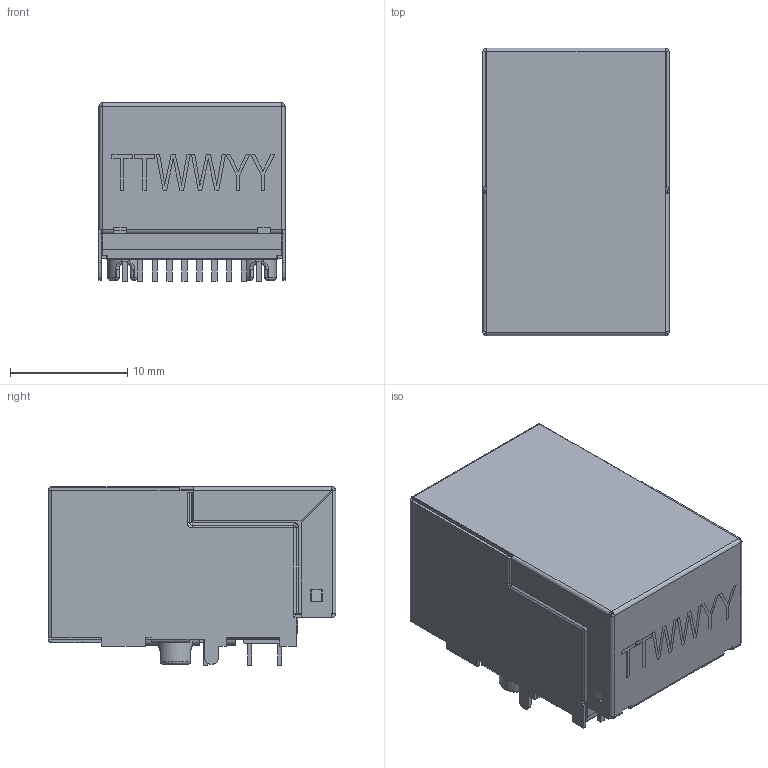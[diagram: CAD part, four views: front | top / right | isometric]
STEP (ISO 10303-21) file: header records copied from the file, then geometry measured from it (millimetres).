
FILE_DESCRIPTION (( 'STEP AP203' ), '1' );
FILE_NAME ('Customer-BB1964A34(82-00690).STEP', '2020-05-26T12:51:06', ( '' ), ( '' ), 'SwSTEP 2.0', 'SolidWorks 2018', '' );
FILE_SCHEMA (( 'CONFIG_CONTROL_DESIGN' ));
Length unit declared in the file: millimetre
Products named in the file (1): Customer-BB1964A34(82-00690)
Bounding box: 15.88 x 24.55 x 15.23 mm (x, y, z)
Volume: 4767.5 mm3; surface area: 3645.2 mm2
Topology: 1 solids, 1 shells, 673 faces, 1818 edges, 1147 vertices
Faces by surface type: plane 475, cylinder 138, bspline 24, sphere 18, torus 10, cone 8
Entity records: 21301 total; most frequent: CARTESIAN_POINT 4421, ORIENTED_EDGE 3620, DIRECTION 3304, EDGE_CURVE 1810, VECTOR 1452, LINE 1452, VERTEX_POINT 1147, AXIS2_PLACEMENT_3D 926
